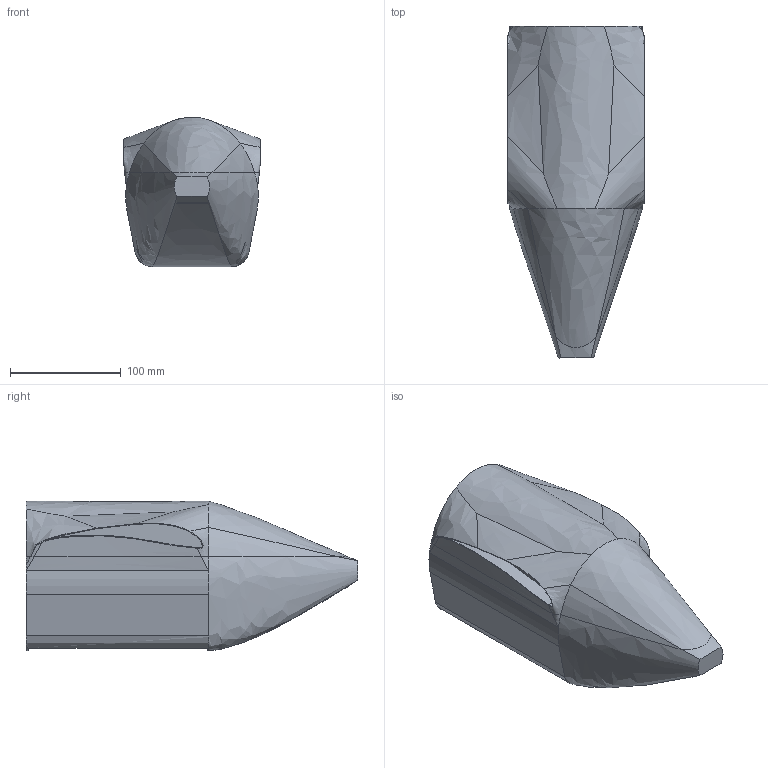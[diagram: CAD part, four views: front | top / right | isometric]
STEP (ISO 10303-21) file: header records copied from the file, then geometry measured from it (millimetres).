
FILE_DESCRIPTION(/* description */ ('','CAx-IF Rec.Pracs.---Representation and Presentation of Product Manufacturing Information (PMI)---4.0---2014-10-13'),/* implementation_level */ '2;1');
FILE_NAME(/* name */ 'fuselage (shrunk).step',/* time_stamp */ '2025-02-14T17:31:13-05:00',/* author */ (''),/* organization */ (''),/* preprocessor_version */ 'ST-DEVELOPER v20',/* originating_system */ 'Autodesk Translation Framework v13.20.0.188',/* authorisation */ '');
FILE_SCHEMA (('AP242_MANAGED_MODEL_BASED_3D_ENGINEERING_MIM_LF { 1 0 10303 442 1 1 4 }'));
Length unit declared in the file: millimetre
Products named in the file (3): fuselage2; main_Body; Component11
Assembly tree (2 placements, depth 3):
  fuselage2
    main_Body
      Component11
Bounding box: 123.2 x 300.04 x 135 mm (x, y, z)
Volume: 705289.4 mm3; surface area: 262542.1 mm2
Topology: 2 solids, 2 shells, 123 faces, 339 edges, 226 vertices
Faces by surface type: bspline 66, plane 48, cylinder 9
Full cylindrical faces by diameter (mm): 1.4 x2, 3.725 x1, 4.6 x2
Entity records: 14433 total; most frequent: CARTESIAN_POINT 11684, ORIENTED_EDGE 674, DIRECTION 364, EDGE_CURVE 337, VERTEX_POINT 226, LINE 142, VECTOR 142, EDGE_LOOP 139
